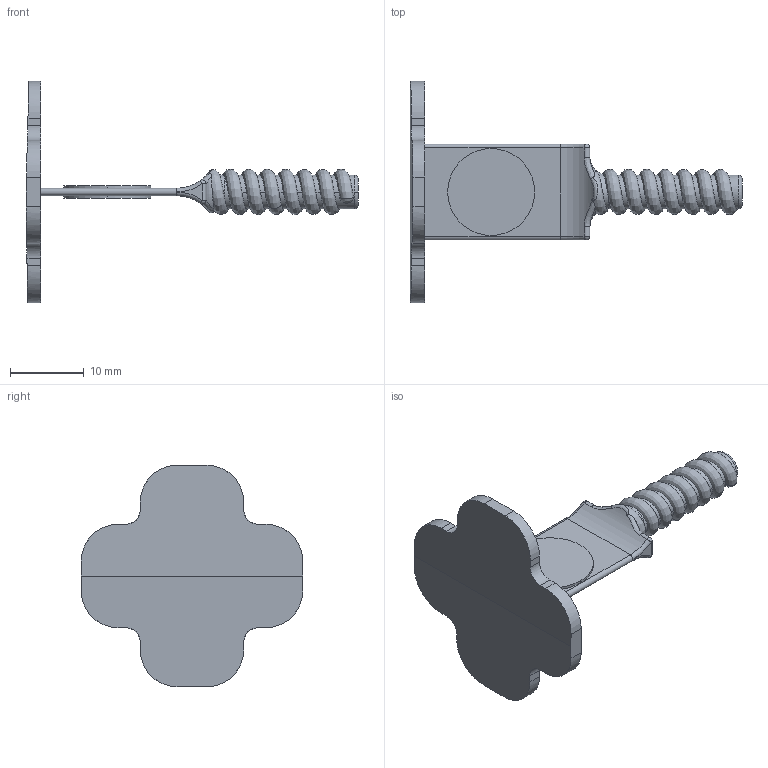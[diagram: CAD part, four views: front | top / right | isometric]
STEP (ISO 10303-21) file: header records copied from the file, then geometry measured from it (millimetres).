
FILE_DESCRIPTION((''),'2;1');
FILE_NAME('02438','2023-02-24T10:51:01',('quatmann'),(''),'CREO PARAMETRIC BY PTC INC, 2018420','CREO PARAMETRIC BY PTC INC, 2018420','');
FILE_SCHEMA(('CONFIG_CONTROL_DESIGN','GEOMETRIC_VALIDATION_PROPERTIES_MIM'));
Length unit declared in the file: millimetre
Products named in the file (1): 02438
Bounding box: 45 x 30 x 30 mm (x, y, z)
Volume: 2043.2 mm3; surface area: 2512.7 mm2
Topology: 1 solids, 1 shells, 84 faces, 215 edges, 136 vertices
Faces by surface type: cylinder 40, plane 24, torus 8, bspline 7, sphere 4, revolution 1
Entity records: 4807 total; most frequent: CARTESIAN_POINT 2104, ORIENTED_EDGE 430, DIRECTION 364, PRESENTATION_STYLE_ASSIGNMENT 216, STYLED_ITEM 216, CURVE_STYLE 215, EDGE_CURVE 215, AXIS2_PLACEMENT_3D 137
